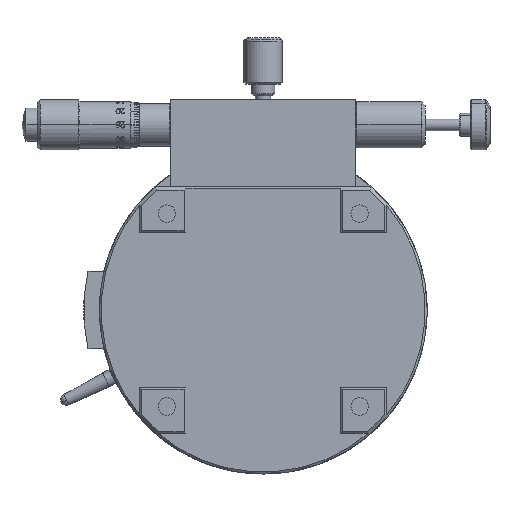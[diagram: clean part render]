
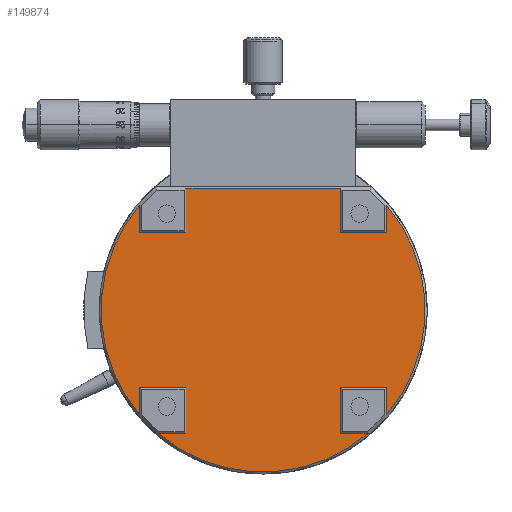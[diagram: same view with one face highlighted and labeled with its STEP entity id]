
A CAD part, front view. The second image highlights one B-rep face of the part: STEP entity #149874.
In plain terms, the highlighted planar face has unit normal (0, -1, 0).
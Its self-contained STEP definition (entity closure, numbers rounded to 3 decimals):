
#1288 = CARTESIAN_POINT ( 'NONE',  ( 20., 0., 20. ) ) ;
#2647 = DIRECTION ( 'NONE',  ( 0., -1., 0. ) ) ;
#4172 = ORIENTED_EDGE ( 'NONE', *, *, #40745, .F. ) ;
#4600 = LINE ( 'NONE', #64921, #127657 ) ;
#4857 = CARTESIAN_POINT ( 'NONE',  ( -20., 0., 31.5 ) ) ;
#5366 = DIRECTION ( 'NONE',  ( 0., 0., 1. ) ) ;
#5389 = EDGE_CURVE ( 'NONE', #131606, #43378, #68098, .T. ) ;
#8360 = VECTOR ( 'NONE', #124795, 1000. ) ;
#8413 = ORIENTED_EDGE ( 'NONE', *, *, #89634, .F. ) ;
#8426 = EDGE_CURVE ( 'NONE', #147011, #131606, #125218, .T. ) ;
#10477 = CARTESIAN_POINT ( 'NONE',  ( -27.969, 0., -32. ) ) ;
#10535 = CARTESIAN_POINT ( 'NONE',  ( 32., 0., 27.969 ) ) ;
#10773 = EDGE_CURVE ( 'NONE', #112776, #56507, #123822, .T. ) ;
#11079 = CARTESIAN_POINT ( 'NONE',  ( -32., 0., -27.203 ) ) ;
#11430 = VERTEX_POINT ( 'NONE', #38341 ) ;
#11537 = DIRECTION ( 'NONE',  ( 0., 0., 1. ) ) ;
#12957 = EDGE_CURVE ( 'NONE', #11430, #112776, #4600, .T. ) ;
#15204 = CARTESIAN_POINT ( 'NONE',  ( -27.203, 0., -32. ) ) ;
#15860 = ORIENTED_EDGE ( 'NONE', *, *, #44812, .F. ) ;
#16968 = VECTOR ( 'NONE', #126737, 1000. ) ;
#19056 = CARTESIAN_POINT ( 'NONE',  ( 20., 0., -32. ) ) ;
#22150 = VECTOR ( 'NONE', #109320, 1000. ) ;
#23121 = CIRCLE ( 'NONE', #82406, 42. ) ;
#24485 = AXIS2_PLACEMENT_3D ( 'NONE', #126030, #126776, #56343 ) ;
#25430 = LINE ( 'NONE', #94313, #67848 ) ;
#27117 = EDGE_CURVE ( 'NONE', #119234, #11430, #116498, .T. ) ;
#29564 = VERTEX_POINT ( 'NONE', #33168 ) ;
#30082 = CARTESIAN_POINT ( 'NONE',  ( 20., 0., 32. ) ) ;
#30700 = PLANE ( 'NONE',  #67727 ) ;
#30716 = LINE ( 'NONE', #102662, #112959 ) ;
#33168 = CARTESIAN_POINT ( 'NONE',  ( 32., 0., 27.203 ) ) ;
#33561 = CARTESIAN_POINT ( 'NONE',  ( 27.203, 0., -32. ) ) ;
#35443 = VECTOR ( 'NONE', #71645, 1000. ) ;
#37304 = CARTESIAN_POINT ( 'NONE',  ( -32., 0., 27.203 ) ) ;
#37383 = ORIENTED_EDGE ( 'NONE', *, *, #83234, .T. ) ;
#38189 = CARTESIAN_POINT ( 'NONE',  ( 0., 0., 0. ) ) ;
#38292 = CARTESIAN_POINT ( 'NONE',  ( -32., 0., 20. ) ) ;
#38341 = CARTESIAN_POINT ( 'NONE',  ( -20., 0., -32. ) ) ;
#38510 = ORIENTED_EDGE ( 'NONE', *, *, #123818, .F. ) ;
#40745 = EDGE_CURVE ( 'NONE', #56507, #46721, #77053, .T. ) ;
#43378 = VERTEX_POINT ( 'NONE', #4857 ) ;
#44473 = DIRECTION ( 'NONE',  ( 0., 0., -1. ) ) ;
#44812 = EDGE_CURVE ( 'NONE', #112185, #105691, #148471, .T. ) ;
#46721 = VERTEX_POINT ( 'NONE', #11079 ) ;
#49350 = ORIENTED_EDGE ( 'NONE', *, *, #122692, .F. ) ;
#49393 = DIRECTION ( 'NONE',  ( 1., 0., 0. ) ) ;
#53132 = FACE_OUTER_BOUND ( 'NONE', #147568, .T. ) ;
#56343 = DIRECTION ( 'NONE',  ( 0., 0., -1. ) ) ;
#56507 = VERTEX_POINT ( 'NONE', #109167 ) ;
#56572 = CIRCLE ( 'NONE', #24485, 42. ) ;
#56736 = CARTESIAN_POINT ( 'NONE',  ( 32., 0., -27.203 ) ) ;
#57084 = ORIENTED_EDGE ( 'NONE', *, *, #106069, .T. ) ;
#59828 = CARTESIAN_POINT ( 'NONE',  ( 20., 0., -20. ) ) ;
#59914 = DIRECTION ( 'NONE',  ( 0., 0., -1. ) ) ;
#60101 = CARTESIAN_POINT ( 'NONE',  ( 20., 0., -20. ) ) ;
#60961 = ORIENTED_EDGE ( 'NONE', *, *, #8426, .F. ) ;
#61765 = CARTESIAN_POINT ( 'NONE',  ( 32., 0., 20. ) ) ;
#62094 = LINE ( 'NONE', #59828, #22150 ) ;
#64032 = VERTEX_POINT ( 'NONE', #19056 ) ;
#64921 = CARTESIAN_POINT ( 'NONE',  ( -20., 0., -20. ) ) ;
#64998 = CARTESIAN_POINT ( 'NONE',  ( -32., 0., -20. ) ) ;
#66739 = CARTESIAN_POINT ( 'NONE',  ( -20., 0., 20. ) ) ;
#67048 = DIRECTION ( 'NONE',  ( 0., -1., 0. ) ) ;
#67586 = VERTEX_POINT ( 'NONE', #37304 ) ;
#67727 = AXIS2_PLACEMENT_3D ( 'NONE', #100363, #67048, #138264 ) ;
#67848 = VECTOR ( 'NONE', #49393, 1000. ) ;
#68098 = LINE ( 'NONE', #151673, #126794 ) ;
#68505 = DIRECTION ( 'NONE',  ( 1., 0., 0. ) ) ;
#70355 = CARTESIAN_POINT ( 'NONE',  ( 32., 0., -20. ) ) ;
#71000 = CARTESIAN_POINT ( 'NONE',  ( 20., 0., -20. ) ) ;
#71645 = DIRECTION ( 'NONE',  ( 0., 0., 1. ) ) ;
#73378 = CIRCLE ( 'NONE', #83312, 42. ) ;
#73406 = ORIENTED_EDGE ( 'NONE', *, *, #27117, .F. ) ;
#73525 = ORIENTED_EDGE ( 'NONE', *, *, #10773, .F. ) ;
#73628 = CARTESIAN_POINT ( 'NONE',  ( 20., 0., 31.5 ) ) ;
#74556 = DIRECTION ( 'NONE',  ( 0., -1., 0. ) ) ;
#76707 = VECTOR ( 'NONE', #118216, 1000. ) ;
#77053 = LINE ( 'NONE', #112644, #125015 ) ;
#77915 = DIRECTION ( 'NONE',  ( -1., 0., 0. ) ) ;
#80137 = VERTEX_POINT ( 'NONE', #33561 ) ;
#82069 = DIRECTION ( 'NONE',  ( 1., 0., 0. ) ) ;
#82406 = AXIS2_PLACEMENT_3D ( 'NONE', #38189, #2647, #93977 ) ;
#83234 = EDGE_CURVE ( 'NONE', #112185, #43378, #30716, .T. ) ;
#83312 = AXIS2_PLACEMENT_3D ( 'NONE', #96260, #74556, #59914 ) ;
#83467 = ORIENTED_EDGE ( 'NONE', *, *, #125342, .F. ) ;
#84608 = VECTOR ( 'NONE', #68505, 1000. ) ;
#86895 = CARTESIAN_POINT ( 'NONE',  ( -32., 0., 27.969 ) ) ;
#87579 = CARTESIAN_POINT ( 'NONE',  ( 32., 0., -20. ) ) ;
#89009 = EDGE_CURVE ( 'NONE', #67586, #46721, #56572, .T. ) ;
#89623 = DIRECTION ( 'NONE',  ( 0., 0., -1. ) ) ;
#89634 = EDGE_CURVE ( 'NONE', #121653, #128166, #62094, .T. ) ;
#92067 = DIRECTION ( 'NONE',  ( 0., 0., 1. ) ) ;
#93299 = LINE ( 'NONE', #10535, #35443 ) ;
#93526 = ORIENTED_EDGE ( 'NONE', *, *, #12957, .F. ) ;
#93554 = LINE ( 'NONE', #70355, #129452 ) ;
#93977 = DIRECTION ( 'NONE',  ( 0., 0., -1. ) ) ;
#94313 = CARTESIAN_POINT ( 'NONE',  ( 20., 0., 20. ) ) ;
#94831 = EDGE_CURVE ( 'NONE', #119234, #80137, #73378, .T. ) ;
#96260 = CARTESIAN_POINT ( 'NONE',  ( 0., 0., 0. ) ) ;
#100363 = CARTESIAN_POINT ( 'NONE',  ( -42.5, 0., 0. ) ) ;
#100604 = DIRECTION ( 'NONE',  ( -1., 0., 0. ) ) ;
#101490 = EDGE_CURVE ( 'NONE', #64032, #80137, #152504, .T. ) ;
#102419 = ORIENTED_EDGE ( 'NONE', *, *, #94831, .T. ) ;
#102662 = CARTESIAN_POINT ( 'NONE',  ( -42.5, 0., 31.5 ) ) ;
#104528 = VERTEX_POINT ( 'NONE', #61765 ) ;
#105691 = VERTEX_POINT ( 'NONE', #1288 ) ;
#106069 = EDGE_CURVE ( 'NONE', #120916, #29564, #23121, .T. ) ;
#108032 = ORIENTED_EDGE ( 'NONE', *, *, #148010, .F. ) ;
#108121 = VECTOR ( 'NONE', #89623, 1000. ) ;
#109005 = VECTOR ( 'NONE', #100604, 1000. ) ;
#109167 = CARTESIAN_POINT ( 'NONE',  ( -32., 0., -20. ) ) ;
#109320 = DIRECTION ( 'NONE',  ( -1., 0., 0. ) ) ;
#112185 = VERTEX_POINT ( 'NONE', #73628 ) ;
#112644 = CARTESIAN_POINT ( 'NONE',  ( -32., 0., -20. ) ) ;
#112776 = VERTEX_POINT ( 'NONE', #124949 ) ;
#112959 = VECTOR ( 'NONE', #77915, 1000. ) ;
#115140 = CARTESIAN_POINT ( 'NONE',  ( -32., 0., 20. ) ) ;
#116498 = LINE ( 'NONE', #10477, #84608 ) ;
#117451 = LINE ( 'NONE', #71000, #76707 ) ;
#118216 = DIRECTION ( 'NONE',  ( 0., 0., -1. ) ) ;
#119147 = ORIENTED_EDGE ( 'NONE', *, *, #137775, .F. ) ;
#119234 = VERTEX_POINT ( 'NONE', #15204 ) ;
#120025 = ORIENTED_EDGE ( 'NONE', *, *, #5389, .F. ) ;
#120916 = VERTEX_POINT ( 'NONE', #56736 ) ;
#121653 = VERTEX_POINT ( 'NONE', #87579 ) ;
#122692 = EDGE_CURVE ( 'NONE', #120916, #121653, #93554, .T. ) ;
#123818 = EDGE_CURVE ( 'NONE', #67586, #147011, #124040, .T. ) ;
#123822 = LINE ( 'NONE', #64998, #109005 ) ;
#124040 = LINE ( 'NONE', #86895, #8360 ) ;
#124795 = DIRECTION ( 'NONE',  ( 0., 0., -1. ) ) ;
#124949 = CARTESIAN_POINT ( 'NONE',  ( -20., 0., -20. ) ) ;
#125015 = VECTOR ( 'NONE', #44473, 1000. ) ;
#125218 = LINE ( 'NONE', #115140, #16968 ) ;
#125342 = EDGE_CURVE ( 'NONE', #104528, #29564, #93299, .T. ) ;
#126030 = CARTESIAN_POINT ( 'NONE',  ( 0., 0., 0. ) ) ;
#126737 = DIRECTION ( 'NONE',  ( 1., 0., 0. ) ) ;
#126776 = DIRECTION ( 'NONE',  ( 0., -1., 0. ) ) ;
#126794 = VECTOR ( 'NONE', #92067, 1000. ) ;
#127657 = VECTOR ( 'NONE', #5366, 1000. ) ;
#128166 = VERTEX_POINT ( 'NONE', #60101 ) ;
#129452 = VECTOR ( 'NONE', #11537, 1000. ) ;
#131606 = VERTEX_POINT ( 'NONE', #66739 ) ;
#137775 = EDGE_CURVE ( 'NONE', #128166, #64032, #117451, .T. ) ;
#138264 = DIRECTION ( 'NONE',  ( 0., 0., -1. ) ) ;
#138282 = ORIENTED_EDGE ( 'NONE', *, *, #101490, .F. ) ;
#140129 = CARTESIAN_POINT ( 'NONE',  ( 20., 0., -32. ) ) ;
#145724 = ORIENTED_EDGE ( 'NONE', *, *, #89009, .T. ) ;
#147011 = VERTEX_POINT ( 'NONE', #38292 ) ;
#147568 = EDGE_LOOP ( 'NONE', ( #15860, #37383, #120025, #60961, #38510, #145724, #4172, #73525, #93526, #73406, #102419, #138282, #119147, #8413, #49350, #57084, #83467, #108032 ) ) ;
#148010 = EDGE_CURVE ( 'NONE', #105691, #104528, #25430, .T. ) ;
#148267 = VECTOR ( 'NONE', #82069, 1000. ) ;
#148471 = LINE ( 'NONE', #30082, #108121 ) ;
#149874 = ADVANCED_FACE ( 'NONE', ( #53132 ), #30700, .T. ) ;
#151673 = CARTESIAN_POINT ( 'NONE',  ( -20., 0., 32. ) ) ;
#152504 = LINE ( 'NONE', #140129, #148267 ) ;
